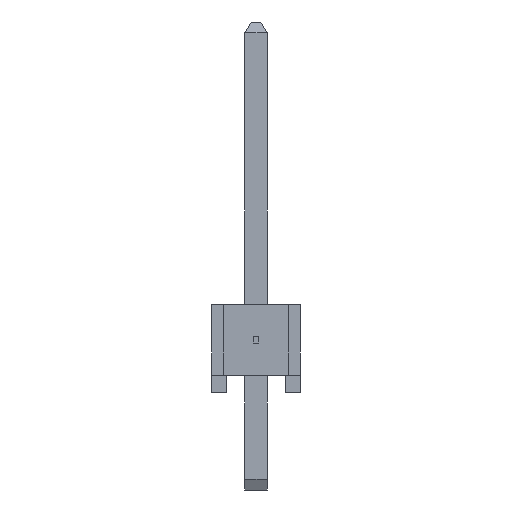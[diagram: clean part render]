
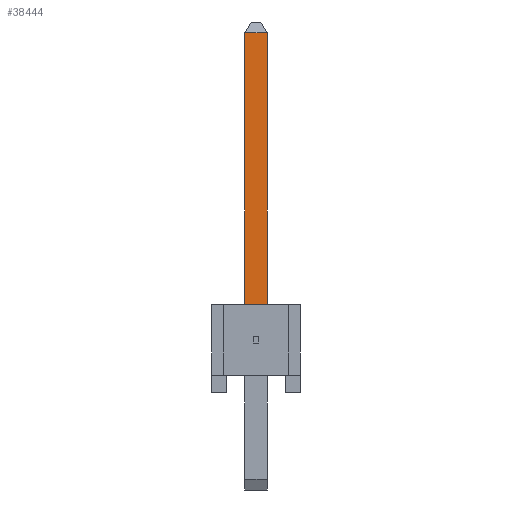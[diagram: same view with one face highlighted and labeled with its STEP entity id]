
A CAD part, left-side view. The second image highlights one B-rep face of the part: STEP entity #38444.
In plain terms, the highlighted planar face has unit normal (-1, 0, 0).
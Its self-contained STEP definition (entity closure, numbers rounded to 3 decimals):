
#38444 = ADVANCED_FACE('',(#38445),#38479,.F.);
#38445 = FACE_BOUND('',#38446,.T.);
#38446 = EDGE_LOOP('',(#38447,#38457,#38465,#38473));
#38447 = ORIENTED_EDGE('',*,*,#38448,.T.);
#38448 = EDGE_CURVE('',#38449,#38451,#38453,.T.);
#38449 = VERTEX_POINT('',#38450);
#38450 = CARTESIAN_POINT('',(-38.418,13.157,0.318));
#38451 = VERTEX_POINT('',#38452);
#38452 = CARTESIAN_POINT('',(-38.418,13.157,-0.318));
#38453 = LINE('',#38454,#38455);
#38454 = CARTESIAN_POINT('',(-38.418,13.157,2.54));
#38455 = VECTOR('',#38456,1.);
#38456 = DIRECTION('',(0.,0.,-1.));
#38457 = ORIENTED_EDGE('',*,*,#38458,.T.);
#38458 = EDGE_CURVE('',#38451,#38459,#38461,.T.);
#38459 = VERTEX_POINT('',#38460);
#38460 = CARTESIAN_POINT('',(-38.418,4.191,-0.318));
#38461 = LINE('',#38462,#38463);
#38462 = CARTESIAN_POINT('',(-38.418,13.462,-0.318));
#38463 = VECTOR('',#38464,1.);
#38464 = DIRECTION('',(0.,-1.,0.));
#38465 = ORIENTED_EDGE('',*,*,#38466,.F.);
#38466 = EDGE_CURVE('',#38467,#38459,#38469,.T.);
#38467 = VERTEX_POINT('',#38468);
#38468 = CARTESIAN_POINT('',(-38.418,4.191,0.318));
#38469 = LINE('',#38470,#38471);
#38470 = CARTESIAN_POINT('',(-38.418,4.191,0.318));
#38471 = VECTOR('',#38472,1.);
#38472 = DIRECTION('',(0.,0.,-1.));
#38473 = ORIENTED_EDGE('',*,*,#38474,.F.);
#38474 = EDGE_CURVE('',#38449,#38467,#38475,.T.);
#38475 = LINE('',#38476,#38477);
#38476 = CARTESIAN_POINT('',(-38.418,13.462,0.318));
#38477 = VECTOR('',#38478,1.);
#38478 = DIRECTION('',(0.,-1.,0.));
#38479 = PLANE('',#38480);
#38480 = AXIS2_PLACEMENT_3D('',#38481,#38482,#38483);
#38481 = CARTESIAN_POINT('',(-38.418,13.462,0.318));
#38482 = DIRECTION('',(1.,0.,0.));
#38483 = DIRECTION('',(0.,0.,-1.));
